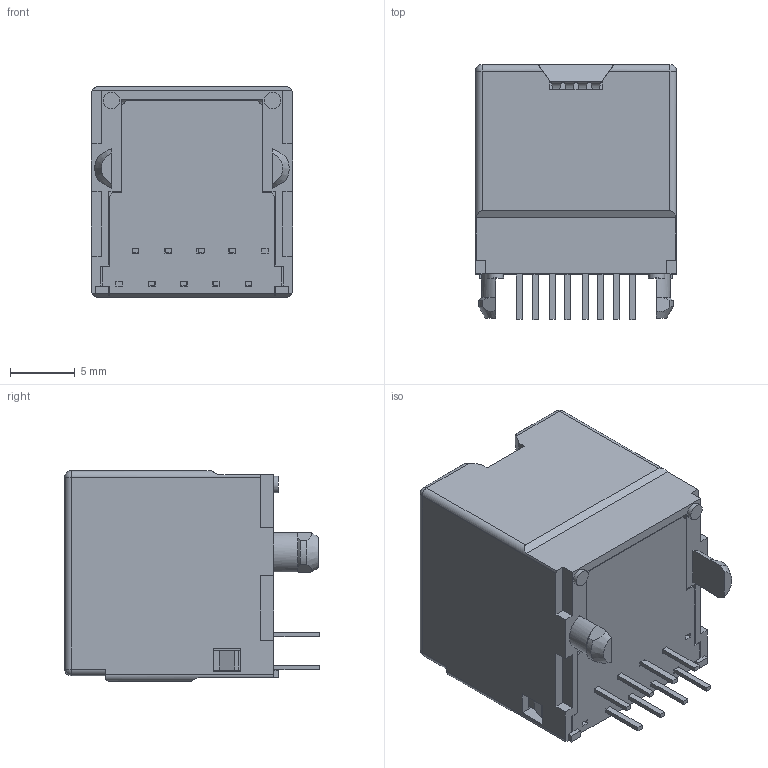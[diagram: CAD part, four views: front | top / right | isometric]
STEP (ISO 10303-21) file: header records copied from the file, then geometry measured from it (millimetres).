
FILE_DESCRIPTION(/* description */ ('STEP AP203'),/* implementation_level */ '2;1');
FILE_NAME(/* name */ 'SS-650810-A-NF',/* time_stamp */ '2022-11-05T08:01:03+01:00',/* author */ ('License CC BY-ND 4.0'),/* organization */ ('CADENAS'),/* preprocessor_version */ 'ST-DEVELOPER v18.102',/* originating_system */ 'PARTsolutions',/* authorisation */ ' ');
FILE_SCHEMA (('CONFIG_CONTROL_DESIGN'));
Length unit declared in the file: inch
Products named in the file (4): SS-650810-A-NF; SS-650810-A-NF_PART3; SS-650810-A-NF_PART2; SS-650810-A-NF_PART1
Assembly tree (3 placements, depth 2):
  SS-650810-A-NF
    SS-650810-A-NF_PART3
    SS-650810-A-NF_PART2
    SS-650810-A-NF_PART1
Bounding box: 15.49 x 19.63 x 16.23 mm (x, y, z)
Volume: 2530.7 mm3; surface area: 3236.2 mm2
Topology: 3 solids, 3 shells, 1103 faces, 3073 edges, 1986 vertices
Faces by surface type: plane 899, cylinder 153, torus 23, bspline 16, cone 8, sphere 4
Full cylindrical faces by diameter (mm): 1.27 x2
Entity records: 35903 total; most frequent: CARTESIAN_POINT 7613, ORIENTED_EDGE 6132, DIRECTION 5449, EDGE_CURVE 3066, LINE 2587, VECTOR 2587, VERTEX_POINT 1987, AXIS2_PLACEMENT_3D 1431
